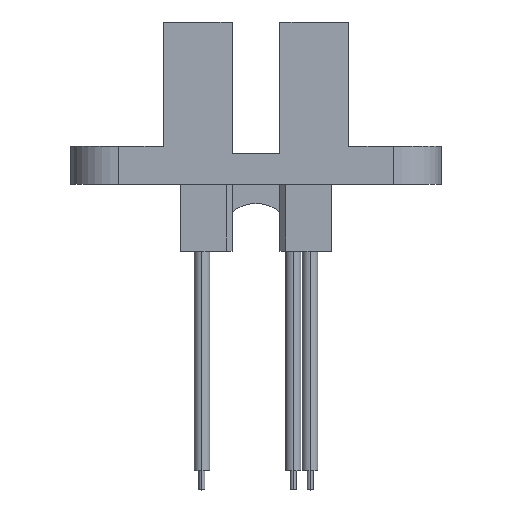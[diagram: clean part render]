
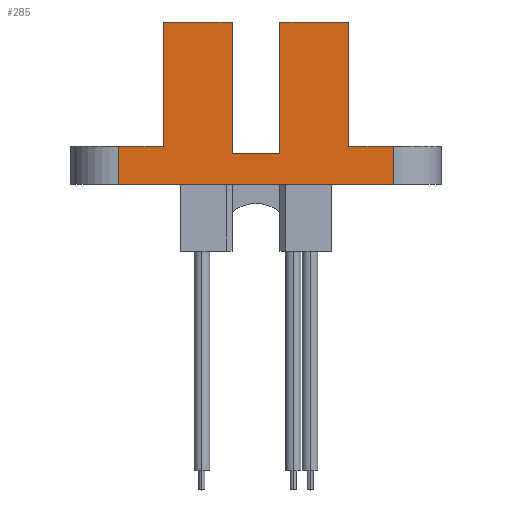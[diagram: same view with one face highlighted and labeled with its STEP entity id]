
A CAD part, top view. The second image highlights one B-rep face of the part: STEP entity #285.
In plain terms, the highlighted planar face has unit normal (0, 0, 1).
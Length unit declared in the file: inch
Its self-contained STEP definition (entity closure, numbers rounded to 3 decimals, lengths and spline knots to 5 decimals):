
#2 = EDGE_CURVE ( 'NONE', #627, #379, #3348, .T. ) ;
#26 = CARTESIAN_POINT ( 'NONE',  ( -0.0625, 0.425, 0.125 ) ) ;
#119 = DIRECTION ( 'NONE',  ( -1., 0., 0. ) ) ;
#127 = CARTESIAN_POINT ( 'NONE',  ( -0.36, 0., 0.125 ) ) ;
#223 = VERTEX_POINT ( 'NONE', #4911 ) ;
#225 = EDGE_CURVE ( 'NONE', #223, #4264, #268, .T. ) ;
#256 = DIRECTION ( 'NONE',  ( 1., 0., 0. ) ) ;
#261 = CARTESIAN_POINT ( 'NONE',  ( -0.36, 0.1, 0.125 ) ) ;
#268 = LINE ( 'NONE', #1601, #3294 ) ;
#285 = ADVANCED_FACE ( 'NONE', ( #3166 ), #2993, .F. ) ;
#298 = VECTOR ( 'NONE', #119, 39.37008 ) ;
#371 = LINE ( 'NONE', #722, #1330 ) ;
#379 = VERTEX_POINT ( 'NONE', #4603 ) ;
#580 = EDGE_CURVE ( 'NONE', #223, #4142, #2203, .T. ) ;
#587 = DIRECTION ( 'NONE',  ( 1., 0., 0. ) ) ;
#593 = EDGE_CURVE ( 'NONE', #3751, #379, #4127, .T. ) ;
#627 = VERTEX_POINT ( 'NONE', #127 ) ;
#637 = DIRECTION ( 'NONE',  ( 1., 0., 0. ) ) ;
#659 = ORIENTED_EDGE ( 'NONE', *, *, #593, .F. ) ;
#722 = CARTESIAN_POINT ( 'NONE',  ( -0.2425, 0.425, 0.125 ) ) ;
#899 = LINE ( 'NONE', #3354, #2840 ) ;
#909 = CARTESIAN_POINT ( 'NONE',  ( -0.36, 0.1, 0.125 ) ) ;
#1011 = ORIENTED_EDGE ( 'NONE', *, *, #2115, .T. ) ;
#1047 = VECTOR ( 'NONE', #2804, 39.37008 ) ;
#1068 = DIRECTION ( 'NONE',  ( 0., 0., -1. ) ) ;
#1088 = EDGE_CURVE ( 'NONE', #3355, #3624, #2138, .T. ) ;
#1099 = VECTOR ( 'NONE', #1795, 39.37008 ) ;
#1330 = VECTOR ( 'NONE', #1523, 39.37008 ) ;
#1339 = CARTESIAN_POINT ( 'NONE',  ( -0.2425, 0.425, 0.125 ) ) ;
#1413 = VERTEX_POINT ( 'NONE', #909 ) ;
#1523 = DIRECTION ( 'NONE',  ( 0., -1., 0. ) ) ;
#1572 = VERTEX_POINT ( 'NONE', #4822 ) ;
#1581 = VECTOR ( 'NONE', #4985, 39.37008 ) ;
#1601 = CARTESIAN_POINT ( 'NONE',  ( -0.0625, 0.08, 0.125 ) ) ;
#1638 = ORIENTED_EDGE ( 'NONE', *, *, #2372, .T. ) ;
#1795 = DIRECTION ( 'NONE',  ( 0., -1., 0. ) ) ;
#1950 = ORIENTED_EDGE ( 'NONE', *, *, #5032, .F. ) ;
#2016 = EDGE_CURVE ( 'NONE', #4264, #1572, #899, .T. ) ;
#2028 = EDGE_CURVE ( 'NONE', #1413, #627, #3736, .T. ) ;
#2115 = EDGE_CURVE ( 'NONE', #3698, #3352, #371, .T. ) ;
#2138 = LINE ( 'NONE', #3018, #1099 ) ;
#2203 = LINE ( 'NONE', #3965, #3105 ) ;
#2244 = CARTESIAN_POINT ( 'NONE',  ( -0.2425, 0.425, 0.125 ) ) ;
#2314 = VECTOR ( 'NONE', #587, 39.37008 ) ;
#2372 = EDGE_CURVE ( 'NONE', #3352, #1413, #3323, .T. ) ;
#2401 = ORIENTED_EDGE ( 'NONE', *, *, #2, .T. ) ;
#2431 = ORIENTED_EDGE ( 'NONE', *, *, #2601, .F. ) ;
#2488 = CARTESIAN_POINT ( 'NONE',  ( -0.36, 0.1, 0.125 ) ) ;
#2585 = AXIS2_PLACEMENT_3D ( 'NONE', #3381, #1068, #3765 ) ;
#2601 = EDGE_CURVE ( 'NONE', #3698, #4142, #3620, .T. ) ;
#2635 = CARTESIAN_POINT ( 'NONE',  ( 0.2425, 0.425, 0.125 ) ) ;
#2662 = CARTESIAN_POINT ( 'NONE',  ( 0.2425, 0.1, 0.125 ) ) ;
#2675 = CARTESIAN_POINT ( 'NONE',  ( -0.2425, 0.425, 0.125 ) ) ;
#2721 = VECTOR ( 'NONE', #3023, 39.37008 ) ;
#2804 = DIRECTION ( 'NONE',  ( 0., -1., 0. ) ) ;
#2820 = VECTOR ( 'NONE', #5001, 39.37008 ) ;
#2840 = VECTOR ( 'NONE', #3882, 39.37008 ) ;
#2950 = ORIENTED_EDGE ( 'NONE', *, *, #225, .F. ) ;
#2971 = ORIENTED_EDGE ( 'NONE', *, *, #4031, .F. ) ;
#2993 = PLANE ( 'NONE',  #2585 ) ;
#3018 = CARTESIAN_POINT ( 'NONE',  ( 0.2425, 0.425, 0.125 ) ) ;
#3023 = DIRECTION ( 'NONE',  ( 0., -1., 0. ) ) ;
#3105 = VECTOR ( 'NONE', #4354, 39.37008 ) ;
#3166 = FACE_OUTER_BOUND ( 'NONE', #3306, .T. ) ;
#3278 = ORIENTED_EDGE ( 'NONE', *, *, #580, .T. ) ;
#3294 = VECTOR ( 'NONE', #637, 39.37008 ) ;
#3306 = EDGE_LOOP ( 'NONE', ( #2971, #3711, #2950, #3278, #2431, #1011, #1638, #4328, #2401, #659, #1950, #3854 ) ) ;
#3323 = LINE ( 'NONE', #2488, #298 ) ;
#3348 = LINE ( 'NONE', #4866, #2314 ) ;
#3352 = VERTEX_POINT ( 'NONE', #4171 ) ;
#3354 = CARTESIAN_POINT ( 'NONE',  ( 0.0625, 0.08, 0.125 ) ) ;
#3355 = VERTEX_POINT ( 'NONE', #2635 ) ;
#3381 = CARTESIAN_POINT ( 'NONE',  ( -0.2425, 0.425, 0.125 ) ) ;
#3607 = CARTESIAN_POINT ( 'NONE',  ( 0.0625, 0.08, 0.125 ) ) ;
#3620 = LINE ( 'NONE', #2244, #4401 ) ;
#3624 = VERTEX_POINT ( 'NONE', #3933 ) ;
#3689 = CARTESIAN_POINT ( 'NONE',  ( 0.36, 0.1, 0.125 ) ) ;
#3698 = VERTEX_POINT ( 'NONE', #1339 ) ;
#3711 = ORIENTED_EDGE ( 'NONE', *, *, #2016, .F. ) ;
#3718 = LINE ( 'NONE', #2675, #2820 ) ;
#3736 = LINE ( 'NONE', #261, #2721 ) ;
#3746 = LINE ( 'NONE', #2662, #1581 ) ;
#3751 = VERTEX_POINT ( 'NONE', #3689 ) ;
#3765 = DIRECTION ( 'NONE',  ( -1., 0., 0. ) ) ;
#3854 = ORIENTED_EDGE ( 'NONE', *, *, #1088, .F. ) ;
#3882 = DIRECTION ( 'NONE',  ( 0., 1., 0. ) ) ;
#3933 = CARTESIAN_POINT ( 'NONE',  ( 0.2425, 0.1, 0.125 ) ) ;
#3965 = CARTESIAN_POINT ( 'NONE',  ( -0.0625, 0.08, 0.125 ) ) ;
#4031 = EDGE_CURVE ( 'NONE', #1572, #3355, #3718, .T. ) ;
#4127 = LINE ( 'NONE', #4758, #1047 ) ;
#4142 = VERTEX_POINT ( 'NONE', #26 ) ;
#4171 = CARTESIAN_POINT ( 'NONE',  ( -0.2425, 0.1, 0.125 ) ) ;
#4264 = VERTEX_POINT ( 'NONE', #3607 ) ;
#4328 = ORIENTED_EDGE ( 'NONE', *, *, #2028, .T. ) ;
#4354 = DIRECTION ( 'NONE',  ( 0., 1., 0. ) ) ;
#4401 = VECTOR ( 'NONE', #256, 39.37008 ) ;
#4603 = CARTESIAN_POINT ( 'NONE',  ( 0.36, 0., 0.125 ) ) ;
#4758 = CARTESIAN_POINT ( 'NONE',  ( 0.36, 0.1, 0.125 ) ) ;
#4822 = CARTESIAN_POINT ( 'NONE',  ( 0.0625, 0.425, 0.125 ) ) ;
#4866 = CARTESIAN_POINT ( 'NONE',  ( -0.2425, 0., 0.125 ) ) ;
#4911 = CARTESIAN_POINT ( 'NONE',  ( -0.0625, 0.08, 0.125 ) ) ;
#4985 = DIRECTION ( 'NONE',  ( 1., 0., 0. ) ) ;
#5001 = DIRECTION ( 'NONE',  ( 1., 0., 0. ) ) ;
#5032 = EDGE_CURVE ( 'NONE', #3624, #3751, #3746, .T. ) ;
